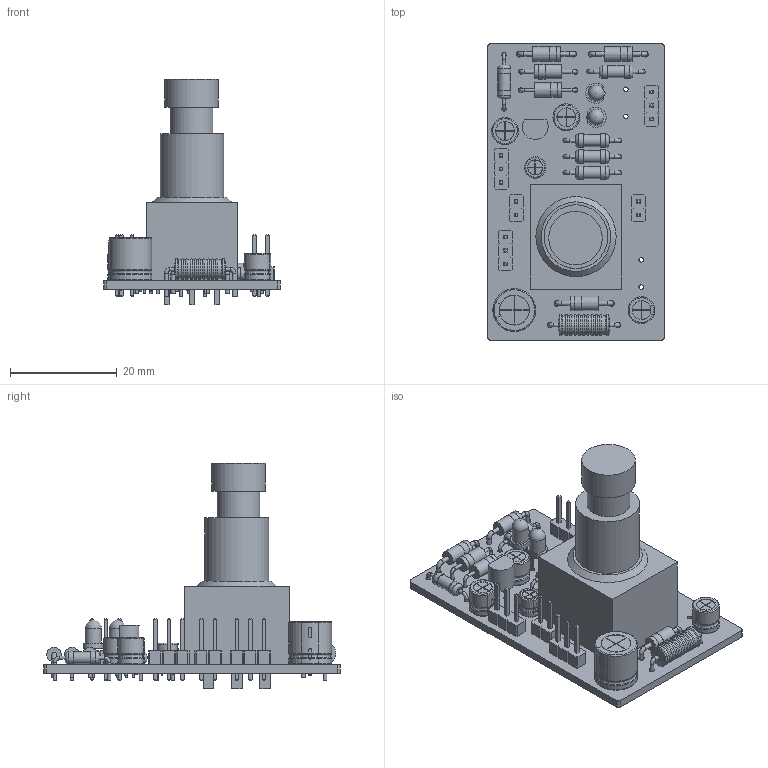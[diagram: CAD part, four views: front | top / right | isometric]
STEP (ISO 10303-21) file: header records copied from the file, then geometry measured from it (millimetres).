
FILE_DESCRIPTION(/* description */ ('KiCad electronic assembly'),/* implementation_level */ '2;1');
FILE_NAME(/* name */ 'PCB.step',/* time_stamp */ '2025-12-16T15:13:03+01:00',/* author */ (''),/* organization */ (''),/* preprocessor_version */ 'ST-DEVELOPER v20.1',/* originating_system */ 'Autodesk Translation Framework v14.21.0.0',/* authorisation */ '');
FILE_SCHEMA (('AUTOMOTIVE_DESIGN { 1 0 10303 214 3 1 1 }'));
Length unit declared in the file: millimetre
Products named in the file (14): 2025-12-11-11-02-30-882; 2025-12-11-11-02-30-889; 2025-12-11-11-02-30-890; 2025-12-11-11-02-30-891; 2025-12-11-11-02-30-893; 2025-12-11-11-02-30-894; 2025-12-11-11-02-30-895; 2025-12-11-11-02-30-883; 2025-12-11-11-02-30-886; 2025-12-11-11-02-30-885; 2025-12-11-11-02-30-892; 2025-12-11-11-02-30-888; 2025-12-11-11-02-30-887; 2025-12-11-11-02-30-884
Assembly tree (26 placements, depth 2):
  2025-12-11-11-02-30-882
    2025-12-11-11-02-30-883  x2
    2025-12-11-11-02-30-884  x2
    2025-12-11-11-02-30-885  x3
    2025-12-11-11-02-30-886  x5
    2025-12-11-11-02-30-887  x3
    2025-12-11-11-02-30-888  x3
    2025-12-11-11-02-30-889
    2025-12-11-11-02-30-890
    2025-12-11-11-02-30-891
    2025-12-11-11-02-30-892  x2
    2025-12-11-11-02-30-893
    2025-12-11-11-02-30-894
    2025-12-11-11-02-30-895
Bounding box: 33.02 x 55.37 x 42.1 mm (x, y, z)
Volume: 11347.1 mm3; surface area: 9783.1 mm2
Topology: 26 solids, 31 shells, 993 faces, 2283 edges, 1449 vertices
Faces by surface type: plane 639, cylinder 235, torus 70, bspline 46, sphere 2, cone 1
Full cylindrical faces by diameter (mm): 0.3 x2, 0.5 x8, 0.6 x30, 0.7 x4, 0.75 x3, 0.8 x30, 0.864 x4, 0.9 x8, 1 x15, 1.1 x6, 2.25 x5, 2.5 x10, 2.7 x10, 2.72 x5, 2.8 x1, 3 x2, 3.5 x3, 3.525 x10, 4 x2, 5.6 x1, 8 x1, 10 x1, 11.908 x1
Entity records: 19005 total; most frequent: CARTESIAN_POINT 4428, DIRECTION 2951, ORIENTED_EDGE 2674, EDGE_CURVE 1337, AXIS2_PLACEMENT_3D 1060, VERTEX_POINT 854, LINE 831, VECTOR 831
